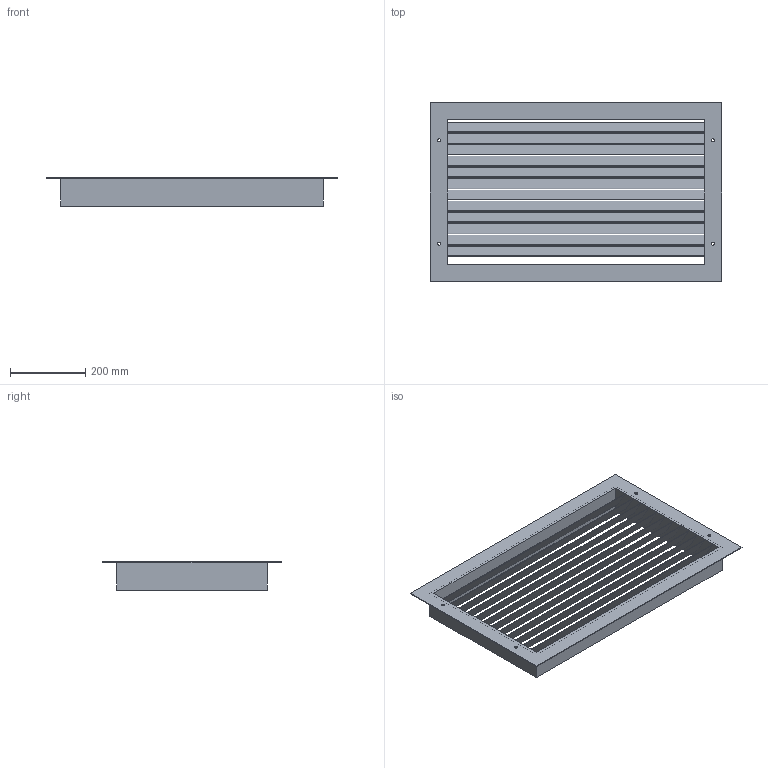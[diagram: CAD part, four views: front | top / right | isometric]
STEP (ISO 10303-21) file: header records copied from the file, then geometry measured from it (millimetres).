
FILE_DESCRIPTION (( 'STEP AP214' ), '1' );
FILE_NAME ('LZP35.STEP', '2022-10-12T16:21:38', ( '' ), ( '' ), 'SwSTEP 2.0', 'SolidWorks 2017', '' );
FILE_SCHEMA (( 'AUTOMOTIVE_DESIGN' ));
Length unit declared in the file: millimetre
Products named in the file (1): LZP35
Bounding box: 775 x 475 x 75 mm (x, y, z)
Volume: 2027457.6 mm3; surface area: 1393561.2 mm2
Topology: 1 solids, 1 shells, 83 faces, 240 edges, 160 vertices
Faces by surface type: cylinder 44, plane 39
Entity records: 2864 total; most frequent: DIRECTION 496, CARTESIAN_POINT 484, ORIENTED_EDGE 480, EDGE_CURVE 240, AXIS2_PLACEMENT_3D 172, VERTEX_POINT 160, VECTOR 152, LINE 152
